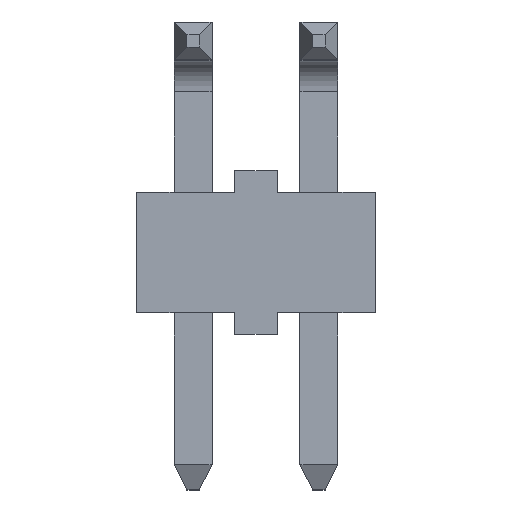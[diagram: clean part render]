
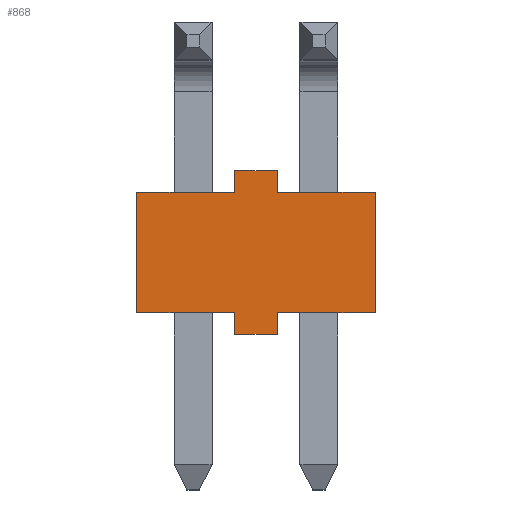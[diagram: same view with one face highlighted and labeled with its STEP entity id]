
A CAD part, top view. The second image highlights one B-rep face of the part: STEP entity #868.
In plain terms, the highlighted planar face has unit normal (0, 0, 1).
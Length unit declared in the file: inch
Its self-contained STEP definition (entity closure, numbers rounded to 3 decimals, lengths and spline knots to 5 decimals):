
#5=DIRECTION('',(0.,-1.,0.));
#6=VECTOR('',#5,0.096);
#7=CARTESIAN_POINT('',(-0.095,0.048,0.0465));
#8=LINE('',#7,#6);
#21=DIRECTION('',(-1.,0.,0.));
#22=VECTOR('',#21,0.078);
#23=CARTESIAN_POINT('',(-0.017,0.048,0.0465));
#24=LINE('',#23,#22);
#61=DIRECTION('',(1.,0.,0.));
#62=VECTOR('',#61,0.078);
#63=CARTESIAN_POINT('',(-0.095,-0.048,0.0465));
#64=LINE('',#63,#62);
#89=DIRECTION('',(0.,-1.,0.));
#90=VECTOR('',#89,0.017);
#91=CARTESIAN_POINT('',(-0.017,0.065,0.0465));
#92=LINE('',#91,#90);
#93=DIRECTION('',(1.,0.,0.));
#94=VECTOR('',#93,0.034);
#95=CARTESIAN_POINT('',(-0.017,0.065,0.0465));
#96=LINE('',#95,#94);
#97=DIRECTION('',(0.,-1.,0.));
#98=VECTOR('',#97,0.017);
#99=CARTESIAN_POINT('',(0.017,0.065,0.0465));
#100=LINE('',#99,#98);
#101=DIRECTION('',(0.,1.,0.));
#102=VECTOR('',#101,0.017);
#103=CARTESIAN_POINT('',(0.017,-0.065,0.0465));
#104=LINE('',#103,#102);
#105=DIRECTION('',(0.,1.,0.));
#106=VECTOR('',#105,0.017);
#107=CARTESIAN_POINT('',(-0.017,-0.065,0.0465));
#108=LINE('',#107,#106);
#129=DIRECTION('',(-1.,0.,0.));
#130=VECTOR('',#129,0.078);
#131=CARTESIAN_POINT('',(0.095,0.048,0.0465));
#132=LINE('',#131,#130);
#165=DIRECTION('',(0.,-1.,0.));
#166=VECTOR('',#165,0.096);
#167=CARTESIAN_POINT('',(0.095,0.048,0.0465));
#168=LINE('',#167,#166);
#169=DIRECTION('',(1.,0.,0.));
#170=VECTOR('',#169,0.078);
#171=CARTESIAN_POINT('',(0.017,-0.048,0.0465));
#172=LINE('',#171,#170);
#201=DIRECTION('',(1.,0.,0.));
#202=VECTOR('',#201,0.034);
#203=CARTESIAN_POINT('',(-0.017,-0.065,0.0465));
#204=LINE('',#203,#202);
#569=CARTESIAN_POINT('',(0.017,0.065,0.0465));
#570=CARTESIAN_POINT('',(0.017,0.048,0.0465));
#571=VERTEX_POINT('',#569);
#572=VERTEX_POINT('',#570);
#573=CARTESIAN_POINT('',(0.017,-0.065,0.0465));
#574=CARTESIAN_POINT('',(0.017,-0.048,0.0465));
#575=VERTEX_POINT('',#573);
#576=VERTEX_POINT('',#574);
#585=CARTESIAN_POINT('',(-0.095,0.048,0.0465));
#587=VERTEX_POINT('',#585);
#589=CARTESIAN_POINT('',(-0.095,-0.048,0.0465));
#591=VERTEX_POINT('',#589);
#593=CARTESIAN_POINT('',(0.095,0.048,0.0465));
#595=VERTEX_POINT('',#593);
#597=CARTESIAN_POINT('',(0.095,-0.048,0.0465));
#599=VERTEX_POINT('',#597);
#665=CARTESIAN_POINT('',(-0.017,0.065,0.0465));
#666=CARTESIAN_POINT('',(-0.017,0.048,0.0465));
#667=VERTEX_POINT('',#665);
#668=VERTEX_POINT('',#666);
#669=CARTESIAN_POINT('',(-0.017,-0.065,0.0465));
#670=CARTESIAN_POINT('',(-0.017,-0.048,0.0465));
#671=VERTEX_POINT('',#669);
#672=VERTEX_POINT('',#670);
#840=CARTESIAN_POINT('',(-0.095,0.065,0.0465));
#841=DIRECTION('',(0.,0.,1.));
#842=DIRECTION('',(0.,-1.,0.));
#843=AXIS2_PLACEMENT_3D('',#840,#841,#842);
#844=PLANE('',#843);
#845=ORIENTED_EDGE('',*,*,#770,.F.);
#847=ORIENTED_EDGE('',*,*,#846,.F.);
#849=ORIENTED_EDGE('',*,*,#848,.T.);
#851=ORIENTED_EDGE('',*,*,#850,.T.);
#853=ORIENTED_EDGE('',*,*,#852,.F.);
#855=ORIENTED_EDGE('',*,*,#854,.T.);
#857=ORIENTED_EDGE('',*,*,#856,.F.);
#859=ORIENTED_EDGE('',*,*,#858,.F.);
#861=ORIENTED_EDGE('',*,*,#860,.F.);
#863=ORIENTED_EDGE('',*,*,#862,.T.);
#864=ORIENTED_EDGE('',*,*,#821,.F.);
#865=ORIENTED_EDGE('',*,*,#752,.F.);
#866=EDGE_LOOP('',(#845,#847,#849,#851,#853,#855,#857,#859,#861,#863,#864,
#865));
#867=FACE_OUTER_BOUND('',#866,.F.);
#868=ADVANCED_FACE('',(#867),#844,.T.);
#752=EDGE_CURVE('',#587,#591,#8,.T.);
#770=EDGE_CURVE('',#668,#587,#24,.T.);
#821=EDGE_CURVE('',#591,#672,#64,.T.);
#846=EDGE_CURVE('',#667,#668,#92,.T.);
#848=EDGE_CURVE('',#667,#571,#96,.T.);
#850=EDGE_CURVE('',#571,#572,#100,.T.);
#852=EDGE_CURVE('',#595,#572,#132,.T.);
#854=EDGE_CURVE('',#595,#599,#168,.T.);
#856=EDGE_CURVE('',#576,#599,#172,.T.);
#858=EDGE_CURVE('',#575,#576,#104,.T.);
#860=EDGE_CURVE('',#671,#575,#204,.T.);
#862=EDGE_CURVE('',#671,#672,#108,.T.);
